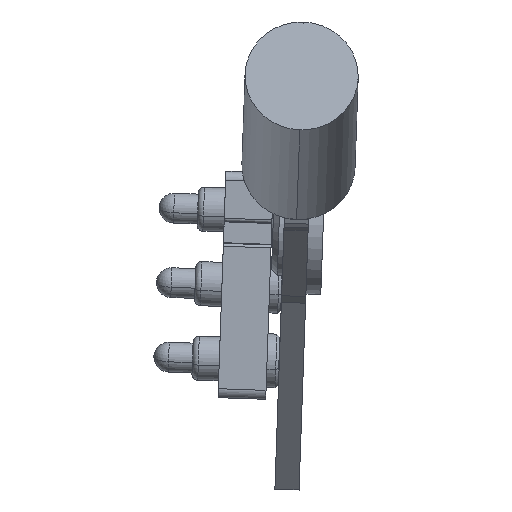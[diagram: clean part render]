
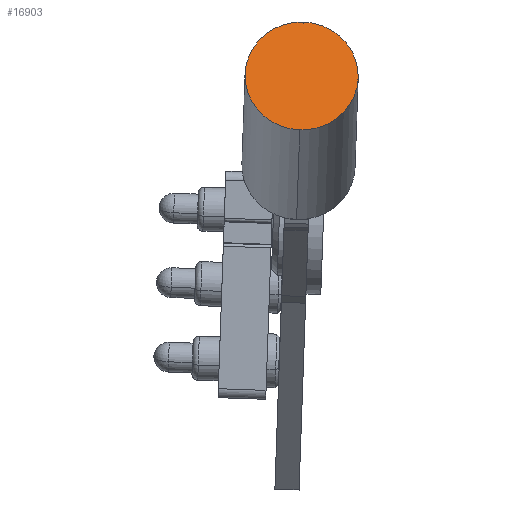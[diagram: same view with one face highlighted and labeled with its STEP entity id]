
A CAD part, left-side view. The second image highlights one B-rep face of the part: STEP entity #16903.
In plain terms, the highlighted planar face has unit normal (-0.954, -0.011, 0.3).
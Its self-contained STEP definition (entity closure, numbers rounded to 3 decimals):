
#596 = CIRCLE ( 'NONE', #5263, 1.898 ) ;
#1339 = CARTESIAN_POINT ( 'NONE',  ( -29.271, -0.269, 59.498 ) ) ;
#1705 = CIRCLE ( 'NONE', #18570, 1.898 ) ;
#3004 = DIRECTION ( 'NONE',  ( -0.301, 0.033, -0.953 ) ) ;
#5263 = AXIS2_PLACEMENT_3D ( 'NONE', #11614, #19943, #3004 ) ;
#5804 = CARTESIAN_POINT ( 'NONE',  ( -28.7, -0.332, 61.307 ) ) ;
#6555 = CARTESIAN_POINT ( 'NONE',  ( -29.842, -0.206, 57.689 ) ) ;
#7517 = ORIENTED_EDGE ( 'NONE', *, *, #12278, .T. ) ;
#8747 = AXIS2_PLACEMENT_3D ( 'NONE', #1339, #14925, #9980 ) ;
#9980 = DIRECTION ( 'NONE',  ( -0.301, 0.033, -0.953 ) ) ;
#11446 = DIRECTION ( 'NONE',  ( -0.301, 0.033, -0.953 ) ) ;
#11614 = CARTESIAN_POINT ( 'NONE',  ( -29.271, -0.269, 59.498 ) ) ;
#12278 = EDGE_CURVE ( 'NONE', #19896, #17270, #1705, .T. ) ;
#14470 = FACE_OUTER_BOUND ( 'NONE', #14725, .T. ) ;
#14725 = EDGE_LOOP ( 'NONE', ( #18943, #7517 ) ) ;
#14925 = DIRECTION ( 'NONE',  ( -0.954, -0.01, 0.301 ) ) ;
#16388 = CARTESIAN_POINT ( 'NONE',  ( -29.271, -0.269, 59.498 ) ) ;
#16903 = ADVANCED_FACE ( 'NONE', ( #14470 ), #21322, .T. ) ;
#17270 = VERTEX_POINT ( 'NONE', #5804 ) ;
#18570 = AXIS2_PLACEMENT_3D ( 'NONE', #16388, #21906, #11446 ) ;
#18943 = ORIENTED_EDGE ( 'NONE', *, *, #19831, .T. ) ;
#19831 = EDGE_CURVE ( 'NONE', #17270, #19896, #596, .T. ) ;
#19896 = VERTEX_POINT ( 'NONE', #6555 ) ;
#19943 = DIRECTION ( 'NONE',  ( -0.954, -0.01, 0.301 ) ) ;
#21322 = PLANE ( 'NONE',  #8747 ) ;
#21906 = DIRECTION ( 'NONE',  ( -0.954, -0.01, 0.301 ) ) ;
